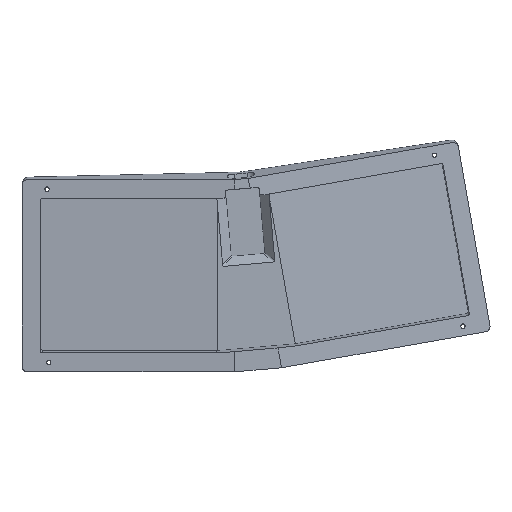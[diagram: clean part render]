
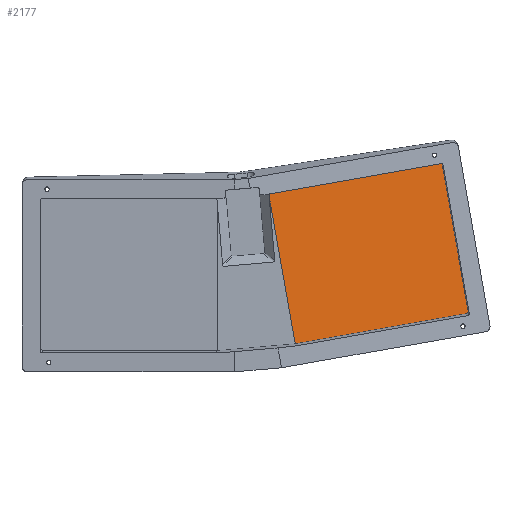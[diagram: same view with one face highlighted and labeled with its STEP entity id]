
A CAD part, top view. The second image highlights one B-rep face of the part: STEP entity #2177.
In plain terms, the highlighted planar face has unit normal (0.086, 0.015, 0.996).
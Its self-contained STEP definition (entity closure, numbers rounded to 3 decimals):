
#171=PLANE('',#2385);
#257=FACE_OUTER_BOUND('',#383,.T.);
#383=EDGE_LOOP('',(#1811,#1812,#1813,#1814,#1815,#1816,#1817,#1818));
#482=LINE('',#3244,#674);
#486=LINE('',#3257,#678);
#558=LINE('',#3537,#750);
#570=LINE('',#3564,#762);
#571=LINE('',#3569,#763);
#674=VECTOR('',#2542,10.);
#678=VECTOR('',#2554,10.);
#750=VECTOR('',#2798,10.);
#762=VECTOR('',#2832,10.);
#763=VECTOR('',#2837,10.);
#870=ELLIPSE('',#2376,1.087,1.05);
#873=ELLIPSE('',#2386,1.087,1.05);
#874=ELLIPSE('',#2387,1.087,1.05);
#938=VERTEX_POINT('',#3241);
#939=VERTEX_POINT('',#3243);
#944=VERTEX_POINT('',#3255);
#1026=VERTEX_POINT('',#3536);
#1027=VERTEX_POINT('',#3543);
#1030=VERTEX_POINT('',#3562);
#1031=VERTEX_POINT('',#3566);
#1032=VERTEX_POINT('',#3568);
#1163=EDGE_CURVE('',#938,#939,#482,.T.);
#1170=EDGE_CURVE('',#944,#938,#486,.T.);
#1295=EDGE_CURVE('',#939,#1026,#558,.T.);
#1300=EDGE_CURVE('',#944,#1027,#870,.T.);
#1310=EDGE_CURVE('',#1027,#1030,#570,.T.);
#1311=EDGE_CURVE('',#1030,#1031,#873,.T.);
#1312=EDGE_CURVE('',#1031,#1032,#571,.T.);
#1313=EDGE_CURVE('',#1032,#1026,#874,.T.);
#1811=ORIENTED_EDGE('',*,*,#1163,.F.);
#1812=ORIENTED_EDGE('',*,*,#1170,.F.);
#1813=ORIENTED_EDGE('',*,*,#1300,.T.);
#1814=ORIENTED_EDGE('',*,*,#1310,.T.);
#1815=ORIENTED_EDGE('',*,*,#1311,.T.);
#1816=ORIENTED_EDGE('',*,*,#1312,.T.);
#1817=ORIENTED_EDGE('',*,*,#1313,.T.);
#1818=ORIENTED_EDGE('',*,*,#1295,.F.);
#2177=ADVANCED_FACE('',(#257),#171,.T.);
#2376=AXIS2_PLACEMENT_3D('',#3545,#2807,#2808);
#2385=AXIS2_PLACEMENT_3D('',#3565,#2833,#2834);
#2386=AXIS2_PLACEMENT_3D('',#3567,#2835,#2836);
#2387=AXIS2_PLACEMENT_3D('',#3570,#2838,#2839);
#2542=DIRECTION('',(-0.094,0.996,-0.007));
#2554=DIRECTION('',(-0.174,0.985,0.));
#2798=DIRECTION('',(0.981,0.173,-0.087));
#2807=DIRECTION('center_axis',(0.086,0.015,0.996));
#2808=DIRECTION('ref_axis',(0.174,-0.985,0.));
#2832=DIRECTION('',(0.981,0.173,-0.087));
#2833=DIRECTION('center_axis',(0.086,0.015,0.996));
#2834=DIRECTION('ref_axis',(-0.981,-0.173,0.087));
#2835=DIRECTION('center_axis',(0.086,0.015,0.996));
#2836=DIRECTION('ref_axis',(0.174,-0.985,0.));
#2837=DIRECTION('',(-0.174,0.985,0.));
#2838=DIRECTION('center_axis',(0.086,0.015,0.996));
#2839=DIRECTION('ref_axis',(-0.174,0.985,0.));
#3241=CARTESIAN_POINT('',(28.886,83.802,8.955));
#3243=CARTESIAN_POINT('',(28.678,86.002,8.939));
#3244=CARTESIAN_POINT('',(31.25,58.804,9.131));
#3255=CARTESIAN_POINT('',(43.101,3.185,8.955));
#3257=CARTESIAN_POINT('',(44.899,-7.011,8.955));
#3536=CARTESIAN_POINT('',(121.949,102.449,0.653));
#3537=CARTESIAN_POINT('',(28.503,85.972,8.955));
#3543=CARTESIAN_POINT('',(43.133,3.19,8.952));
#3545=CARTESIAN_POINT('Origin',(42.944,4.26,8.952));
#3562=CARTESIAN_POINT('',(136.547,19.661,0.653));
#3564=CARTESIAN_POINT('',(43.101,3.184,8.955));
#3565=CARTESIAN_POINT('Origin',(83.04,52.907,4.758));
#3566=CARTESIAN_POINT('',(137.388,20.913,0.562));
#3567=CARTESIAN_POINT('Origin',(136.358,20.732,0.653));
#3568=CARTESIAN_POINT('',(123.168,101.56,0.562));
#3569=CARTESIAN_POINT('',(139.375,9.647,0.562));
#3570=CARTESIAN_POINT('Origin',(122.138,101.378,0.653));
